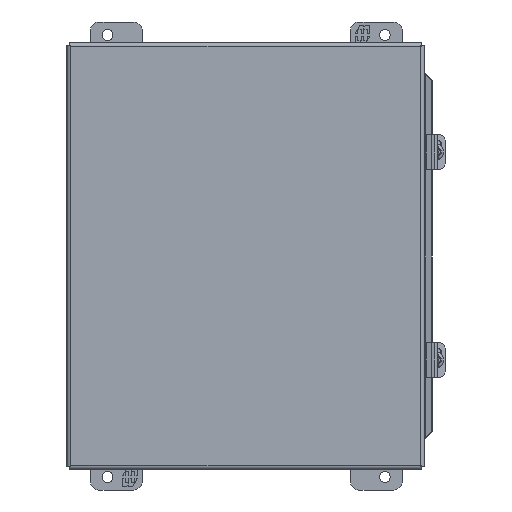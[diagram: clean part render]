
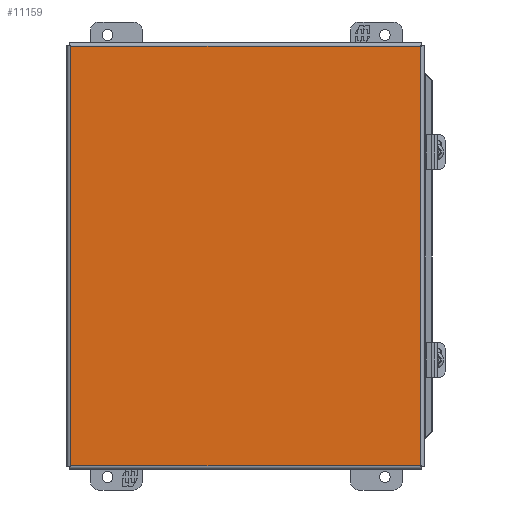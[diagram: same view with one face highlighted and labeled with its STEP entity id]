
A CAD part, front view. The second image highlights one B-rep face of the part: STEP entity #11159.
In plain terms, the highlighted planar face has unit normal (0, -1, 0).
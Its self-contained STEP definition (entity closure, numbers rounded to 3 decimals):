
#3322=ORIENTED_EDGE('',*,*,#5353,.T.);
#3323=ORIENTED_EDGE('',*,*,#5354,.T.);
#3324=ORIENTED_EDGE('',*,*,#5355,.T.);
#3325=ORIENTED_EDGE('',*,*,#5356,.T.);
#5353=EDGE_CURVE('',#6522,#6509,#7569,.T.);
#5354=EDGE_CURVE('',#6509,#6498,#7570,.T.);
#5355=EDGE_CURVE('',#6498,#6531,#7571,.T.);
#5356=EDGE_CURVE('',#6531,#6522,#7572,.T.);
#6498=VERTEX_POINT('',#19711);
#6509=VERTEX_POINT('',#19738);
#6522=VERTEX_POINT('',#19769);
#6531=VERTEX_POINT('',#19793);
#7569=LINE('',#19826,#8621);
#7570=LINE('',#19827,#8622);
#7571=LINE('',#19828,#8623);
#7572=LINE('',#19829,#8624);
#8621=VECTOR('',#14564,1000.);
#8622=VECTOR('',#14565,1000.);
#8623=VECTOR('',#14566,1000.);
#8624=VECTOR('',#14567,1000.);
#9405=EDGE_LOOP('',(#3322,#3323,#3324,#3325));
#10112=FACE_BOUND('',#9405,.T.);
#10585=PLANE('',#12098);
#11159=ADVANCED_FACE('',(#10112),#10585,.T.);
#12098=AXIS2_PLACEMENT_3D('',#19825,#14562,#14563);
#14562=DIRECTION('',(0.,-1.,0.));
#14563=DIRECTION('',(0.,0.,-1.));
#14564=DIRECTION('',(0.,0.,-1.));
#14565=DIRECTION('',(1.,0.,0.));
#14566=DIRECTION('',(0.,0.,1.));
#14567=DIRECTION('',(-1.,0.,0.));
#19711=CARTESIAN_POINT('',(128.219,0.,-153.619));
#19738=CARTESIAN_POINT('',(-128.219,0.,-153.619));
#19769=CARTESIAN_POINT('',(-128.219,0.,153.619));
#19793=CARTESIAN_POINT('',(128.219,0.,153.619));
#19825=CARTESIAN_POINT('',(-128.219,0.,-153.619));
#19826=CARTESIAN_POINT('',(-128.219,0.,153.619));
#19827=CARTESIAN_POINT('',(-128.219,0.,-153.619));
#19828=CARTESIAN_POINT('',(128.219,0.,-153.619));
#19829=CARTESIAN_POINT('',(128.219,0.,153.619));
